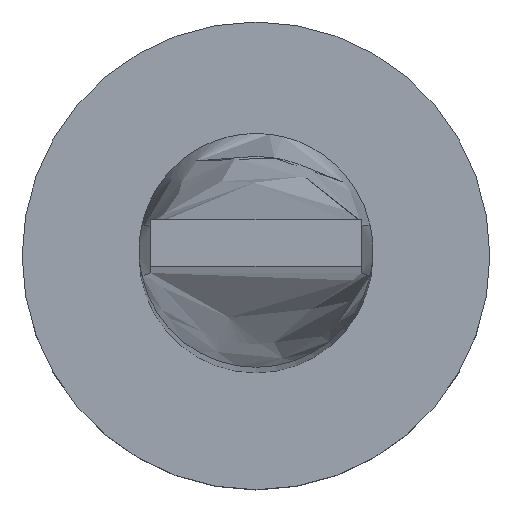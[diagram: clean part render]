
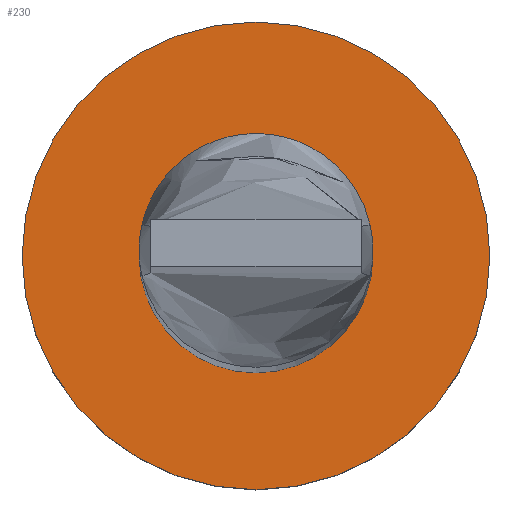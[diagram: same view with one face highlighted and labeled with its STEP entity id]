
A CAD part, top view. The second image highlights one B-rep face of the part: STEP entity #230.
In plain terms, the highlighted planar face has unit normal (0, 0, 1).
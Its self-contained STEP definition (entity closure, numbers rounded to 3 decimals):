
#12 = DIRECTION ( 'NONE',  ( 0., 0., 1. ) ) ;
#19 = DIRECTION ( 'NONE',  ( 1., 0., 0. ) ) ;
#23 = DIRECTION ( 'NONE',  ( 0., 0., 1. ) ) ;
#32 = FACE_BOUND ( 'NONE', #553, .T. ) ;
#36 = CARTESIAN_POINT ( 'NONE',  ( 0., 0., 3. ) ) ;
#57 = DIRECTION ( 'NONE',  ( 1., 0., 0. ) ) ;
#73 = CIRCLE ( 'NONE', #180, 5. ) ;
#98 = DIRECTION ( 'NONE',  ( 1., 0., 0. ) ) ;
#112 = ORIENTED_EDGE ( 'NONE', *, *, #137, .F. ) ;
#116 = EDGE_CURVE ( 'NONE', #335, #426, #349, .T. ) ;
#137 = EDGE_CURVE ( 'NONE', #459, #581, #404, .T. ) ;
#150 = CARTESIAN_POINT ( 'NONE',  ( -2.5, 0., 3. ) ) ;
#152 = DIRECTION ( 'NONE',  ( 0., 0., 1. ) ) ;
#170 = DIRECTION ( 'NONE',  ( 1., 0., 0. ) ) ;
#180 = AXIS2_PLACEMENT_3D ( 'NONE', #413, #23, #19 ) ;
#189 = ORIENTED_EDGE ( 'NONE', *, *, #269, .F. ) ;
#194 = CARTESIAN_POINT ( 'NONE',  ( -5., 0., 3. ) ) ;
#230 = ADVANCED_FACE ( 'NONE', ( #32, #312 ), #569, .T. ) ;
#235 = ORIENTED_EDGE ( 'NONE', *, *, #576, .T. ) ;
#237 = CIRCLE ( 'NONE', #513, 2.5 ) ;
#267 = DIRECTION ( 'NONE',  ( 1., 0., 0. ) ) ;
#269 = EDGE_CURVE ( 'NONE', #581, #459, #237, .T. ) ;
#276 = CARTESIAN_POINT ( 'NONE',  ( 5., 0., 3. ) ) ;
#294 = AXIS2_PLACEMENT_3D ( 'NONE', #36, #450, #170 ) ;
#312 = FACE_OUTER_BOUND ( 'NONE', #416, .T. ) ;
#320 = CARTESIAN_POINT ( 'NONE',  ( 2.5, 0., 3. ) ) ;
#323 = CARTESIAN_POINT ( 'NONE',  ( 0., 0., 3. ) ) ;
#335 = VERTEX_POINT ( 'NONE', #276 ) ;
#349 = CIRCLE ( 'NONE', #577, 5. ) ;
#404 = CIRCLE ( 'NONE', #484, 2.5 ) ;
#407 = CARTESIAN_POINT ( 'NONE',  ( 0., 0., 3. ) ) ;
#408 = DIRECTION ( 'NONE',  ( 0., 0., 1. ) ) ;
#413 = CARTESIAN_POINT ( 'NONE',  ( 0., 0., 3. ) ) ;
#416 = EDGE_LOOP ( 'NONE', ( #235, #507 ) ) ;
#426 = VERTEX_POINT ( 'NONE', #194 ) ;
#450 = DIRECTION ( 'NONE',  ( 0., 0., 1. ) ) ;
#459 = VERTEX_POINT ( 'NONE', #150 ) ;
#484 = AXIS2_PLACEMENT_3D ( 'NONE', #323, #408, #267 ) ;
#507 = ORIENTED_EDGE ( 'NONE', *, *, #116, .T. ) ;
#513 = AXIS2_PLACEMENT_3D ( 'NONE', #407, #152, #57 ) ;
#548 = CARTESIAN_POINT ( 'NONE',  ( 0., 0., 3. ) ) ;
#553 = EDGE_LOOP ( 'NONE', ( #112, #189 ) ) ;
#569 = PLANE ( 'NONE',  #294 ) ;
#576 = EDGE_CURVE ( 'NONE', #426, #335, #73, .T. ) ;
#577 = AXIS2_PLACEMENT_3D ( 'NONE', #548, #12, #98 ) ;
#581 = VERTEX_POINT ( 'NONE', #320 ) ;
